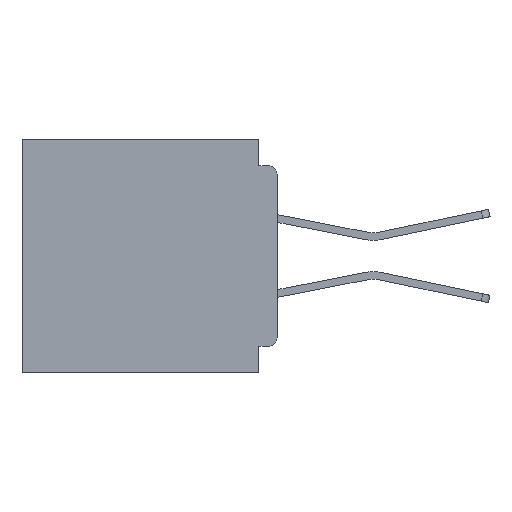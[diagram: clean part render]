
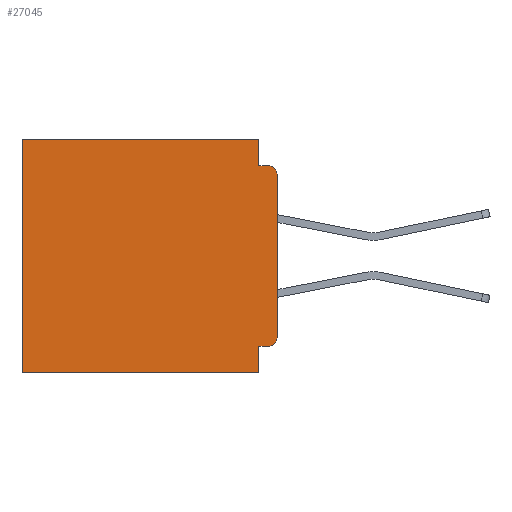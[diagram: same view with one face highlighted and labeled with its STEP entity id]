
A CAD part, left-side view. The second image highlights one B-rep face of the part: STEP entity #27045.
In plain terms, the highlighted planar face has unit normal (-1, 0, 0).
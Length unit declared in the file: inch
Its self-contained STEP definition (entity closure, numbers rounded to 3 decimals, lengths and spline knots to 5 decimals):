
#350 = CARTESIAN_POINT ( 'NONE',  ( 0.3, 0.015, -0.045 ) ) ;
#1023 = DIRECTION ( 'NONE',  ( 0., -1., 0. ) ) ;
#1491 = AXIS2_PLACEMENT_3D ( 'NONE', #1940, #30068, #5998 ) ;
#1634 = VECTOR ( 'NONE', #24647, 39.37008 ) ;
#1940 = CARTESIAN_POINT ( 'NONE',  ( 0.3, 0.015, -0.06 ) ) ;
#2866 = LINE ( 'NONE', #20585, #1634 ) ;
#3367 = VERTEX_POINT ( 'NONE', #350 ) ;
#4326 = CARTESIAN_POINT ( 'NONE',  ( 0.3, 0.437, 0. ) ) ;
#5693 = PLANE ( 'NONE',  #14842 ) ;
#5998 = DIRECTION ( 'NONE',  ( 0., 0., -1. ) ) ;
#6145 = ORIENTED_EDGE ( 'NONE', *, *, #32182, .F. ) ;
#6320 = DIRECTION ( 'NONE',  ( 0., 0., -1. ) ) ;
#7040 = CARTESIAN_POINT ( 'NONE',  ( 0.3, 0.437, -0.4 ) ) ;
#7234 = ORIENTED_EDGE ( 'NONE', *, *, #41778, .F. ) ;
#7643 = VERTEX_POINT ( 'NONE', #21540 ) ;
#7650 = CIRCLE ( 'NONE', #51438, 0.015 ) ;
#7754 = LINE ( 'NONE', #44918, #15962 ) ;
#7980 = ORIENTED_EDGE ( 'NONE', *, *, #8548, .F. ) ;
#8026 = ORIENTED_EDGE ( 'NONE', *, *, #47758, .F. ) ;
#8392 = VERTEX_POINT ( 'NONE', #14047 ) ;
#8548 = EDGE_CURVE ( 'NONE', #46588, #8392, #39367, .T. ) ;
#9079 = ORIENTED_EDGE ( 'NONE', *, *, #49426, .F. ) ;
#9703 = CARTESIAN_POINT ( 'NONE',  ( 0.3, 0.015, -0.34 ) ) ;
#10052 = VERTEX_POINT ( 'NONE', #11814 ) ;
#10345 = EDGE_CURVE ( 'NONE', #7643, #14258, #7650, .T. ) ;
#10410 = EDGE_CURVE ( 'NONE', #21233, #30927, #26538, .T. ) ;
#10767 = VERTEX_POINT ( 'NONE', #28417 ) ;
#11814 = CARTESIAN_POINT ( 'NONE',  ( 0.3, 0., -0.06 ) ) ;
#12204 = CARTESIAN_POINT ( 'NONE',  ( 0.3, 0., -0.4 ) ) ;
#12745 = VECTOR ( 'NONE', #6320, 39.37008 ) ;
#13714 = DIRECTION ( 'NONE',  ( 0., 0., -1. ) ) ;
#14047 = CARTESIAN_POINT ( 'NONE',  ( 0.3, 0.031, -0.4 ) ) ;
#14258 = VERTEX_POINT ( 'NONE', #23158 ) ;
#14842 = AXIS2_PLACEMENT_3D ( 'NONE', #49493, #41732, #17890 ) ;
#14958 = CIRCLE ( 'NONE', #1491, 0.015 ) ;
#15962 = VECTOR ( 'NONE', #1023, 39.37008 ) ;
#16126 = VECTOR ( 'NONE', #28189, 39.37008 ) ;
#17890 = DIRECTION ( 'NONE',  ( 0., 0., -1. ) ) ;
#18325 = CARTESIAN_POINT ( 'NONE',  ( 0.3, 0.437, -0.4 ) ) ;
#20585 = CARTESIAN_POINT ( 'NONE',  ( 0.3, 0., -0.355 ) ) ;
#21093 = ORIENTED_EDGE ( 'NONE', *, *, #31793, .T. ) ;
#21233 = VERTEX_POINT ( 'NONE', #23287 ) ;
#21540 = CARTESIAN_POINT ( 'NONE',  ( 0.3, 0.015, -0.355 ) ) ;
#23158 = CARTESIAN_POINT ( 'NONE',  ( 0.3, 0., -0.34 ) ) ;
#23287 = CARTESIAN_POINT ( 'NONE',  ( 0.3, 0.031, 0. ) ) ;
#23469 = LINE ( 'NONE', #18325, #12745 ) ;
#24047 = VECTOR ( 'NONE', #49765, 39.37008 ) ;
#24647 = DIRECTION ( 'NONE',  ( 0., 1., 0. ) ) ;
#25111 = VECTOR ( 'NONE', #50768, 39.37008 ) ;
#26055 = CARTESIAN_POINT ( 'NONE',  ( 0.3, 0., 0. ) ) ;
#26538 = LINE ( 'NONE', #26055, #24047 ) ;
#27045 = ADVANCED_FACE ( 'NONE', ( #40783 ), #5693, .F. ) ;
#27210 = VERTEX_POINT ( 'NONE', #7040 ) ;
#28039 = LINE ( 'NONE', #12204, #16126 ) ;
#28189 = DIRECTION ( 'NONE',  ( 0., 1., 0. ) ) ;
#28417 = CARTESIAN_POINT ( 'NONE',  ( 0.3, 0.031, -0.045 ) ) ;
#29044 = DIRECTION ( 'NONE',  ( 0., 0., -1. ) ) ;
#29345 = LINE ( 'NONE', #33009, #38622 ) ;
#30068 = DIRECTION ( 'NONE',  ( -1., 0., 0. ) ) ;
#30927 = VERTEX_POINT ( 'NONE', #4326 ) ;
#31793 = EDGE_CURVE ( 'NONE', #10052, #3367, #14958, .T. ) ;
#32182 = EDGE_CURVE ( 'NONE', #10052, #14258, #29345, .T. ) ;
#33009 = CARTESIAN_POINT ( 'NONE',  ( 0.3, 0., -0.4 ) ) ;
#33022 = ORIENTED_EDGE ( 'NONE', *, *, #10410, .T. ) ;
#33599 = ORIENTED_EDGE ( 'NONE', *, *, #38392, .F. ) ;
#35237 = LINE ( 'NONE', #37987, #45831 ) ;
#35842 = ORIENTED_EDGE ( 'NONE', *, *, #41808, .T. ) ;
#37629 = DIRECTION ( 'NONE',  ( -1., 0., 0. ) ) ;
#37987 = CARTESIAN_POINT ( 'NONE',  ( 0.3, 0.031, 0. ) ) ;
#38392 = EDGE_CURVE ( 'NONE', #8392, #27210, #28039, .T. ) ;
#38622 = VECTOR ( 'NONE', #29044, 39.37008 ) ;
#39367 = LINE ( 'NONE', #46786, #25111 ) ;
#40783 = FACE_OUTER_BOUND ( 'NONE', #44148, .T. ) ;
#41732 = DIRECTION ( 'NONE',  ( 1., 0., 0. ) ) ;
#41778 = EDGE_CURVE ( 'NONE', #21233, #10767, #35237, .T. ) ;
#41808 = EDGE_CURVE ( 'NONE', #30927, #27210, #23469, .T. ) ;
#42319 = ORIENTED_EDGE ( 'NONE', *, *, #10345, .T. ) ;
#44148 = EDGE_LOOP ( 'NONE', ( #6145, #21093, #9079, #7234, #33022, #35842, #33599, #7980, #8026, #42319 ) ) ;
#44918 = CARTESIAN_POINT ( 'NONE',  ( 0.3, 0., -0.045 ) ) ;
#45831 = VECTOR ( 'NONE', #45976, 39.37008 ) ;
#45976 = DIRECTION ( 'NONE',  ( 0., 0., -1. ) ) ;
#46588 = VERTEX_POINT ( 'NONE', #47956 ) ;
#46786 = CARTESIAN_POINT ( 'NONE',  ( 0.3, 0.031, -0.4 ) ) ;
#47758 = EDGE_CURVE ( 'NONE', #7643, #46588, #2866, .T. ) ;
#47956 = CARTESIAN_POINT ( 'NONE',  ( 0.3, 0.031, -0.355 ) ) ;
#49426 = EDGE_CURVE ( 'NONE', #10767, #3367, #7754, .T. ) ;
#49493 = CARTESIAN_POINT ( 'NONE',  ( 0.3, 0., -0.4 ) ) ;
#49765 = DIRECTION ( 'NONE',  ( 0., 1., 0. ) ) ;
#50768 = DIRECTION ( 'NONE',  ( 0., 0., -1. ) ) ;
#51438 = AXIS2_PLACEMENT_3D ( 'NONE', #9703, #37629, #13714 ) ;
